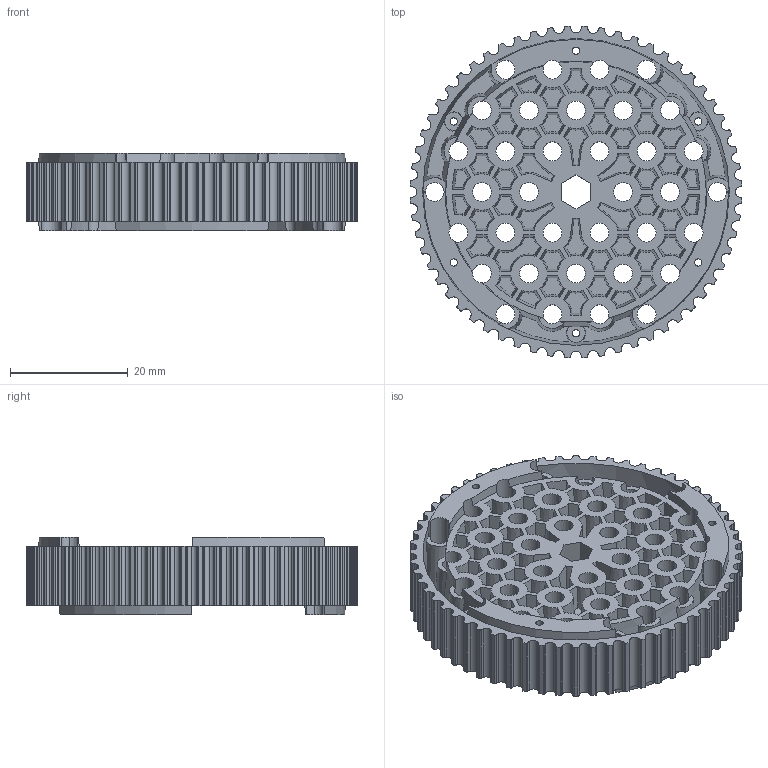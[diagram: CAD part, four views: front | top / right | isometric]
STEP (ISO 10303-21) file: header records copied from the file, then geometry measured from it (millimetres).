
FILE_DESCRIPTION (( 'STEP AP203' ), '1' );
FILE_NAME ('REV-41-1678.STEP', '2019-08-01T23:50:01', ( '' ), ( '' ), 'SwSTEP 2.0', 'SolidWorks 2018', '' );
FILE_SCHEMA (( 'CONFIG_CONTROL_DESIGN' ));
Products named in the file (1): REV-41-1678
Bounding box: 56.39 x 56.39 x 13.2 mm (x, y, z)
Volume: 14525.8 mm3; surface area: 18599.6 mm2
Topology: 1 solids, 1 shells, 1384 faces, 3942 edges, 2620 vertices
Faces by surface type: cylinder 529, plane 454, cone 401
Entity records: 46759 total; most frequent: CARTESIAN_POINT 10503, DIRECTION 7918, ORIENTED_EDGE 7884, EDGE_CURVE 3942, AXIS2_PLACEMENT_3D 3397, VERTEX_POINT 2620, CIRCLE 2012, EDGE_LOOP 1530
